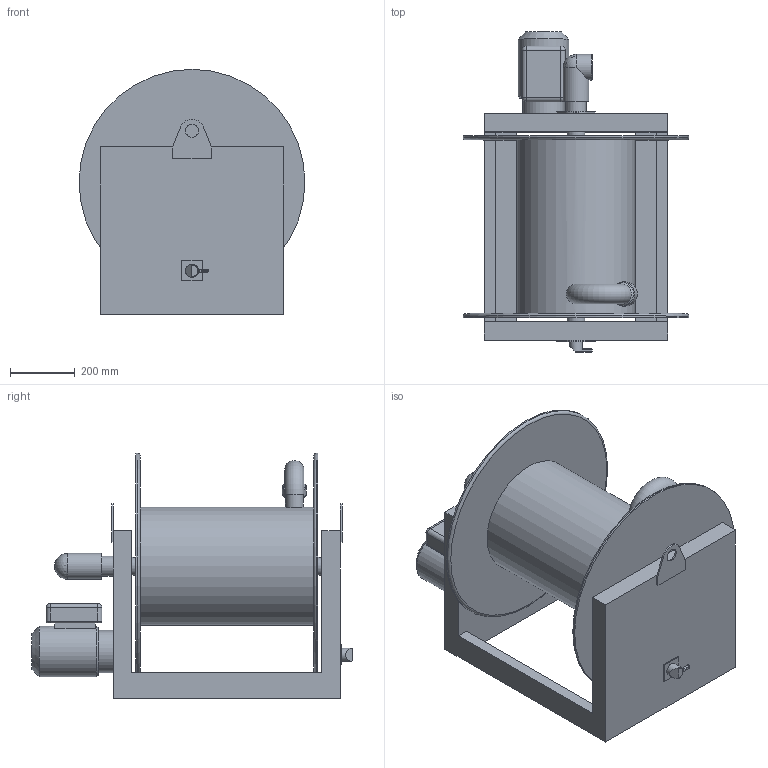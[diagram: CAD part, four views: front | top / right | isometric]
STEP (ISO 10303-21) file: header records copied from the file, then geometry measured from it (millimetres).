
FILE_DESCRIPTION( ( 'Unknown' ), '1' );
FILE_NAME( 'Serie 700 [7751601.100].stp', 'Unknown', ( 'Unknown' ), ( 'Unknown' ), 'PSStep 13.0', 'Unknown', ' ' );
FILE_SCHEMA( ( 'AUTOMOTIVE_DESIGN { 1 0 10303 214 1 1 1 1 }' ) );
Length unit declared in the file: millimetre
Products named in the file (1): 1
Bounding box: 700 x 992 x 760 mm (x, y, z)
Volume: 109571202.2 mm3; surface area: 4253930.6 mm2
Topology: 1 solids, 1 shells, 141 faces, 339 edges, 205 vertices
Faces by surface type: plane 73, cylinder 42, torus 13, sphere 9, cone 2, bspline 2
Full cylindrical faces by diameter (mm): 30 x1, 40 x3, 55 x4, 56 x1, 62 x1, 75 x1, 80 x2, 131 x1, 157 x1, 366 x1, 700 x2
Entity records: 6835 total; most frequent: CARTESIAN_POINT 2605, DIRECTION 658, ORIENTED_EDGE 574, EDGE_CURVE 287, AXIS2_PLACEMENT_3D 241, EDGE_LOOP 193, VERTEX_POINT 192, LINE 176
